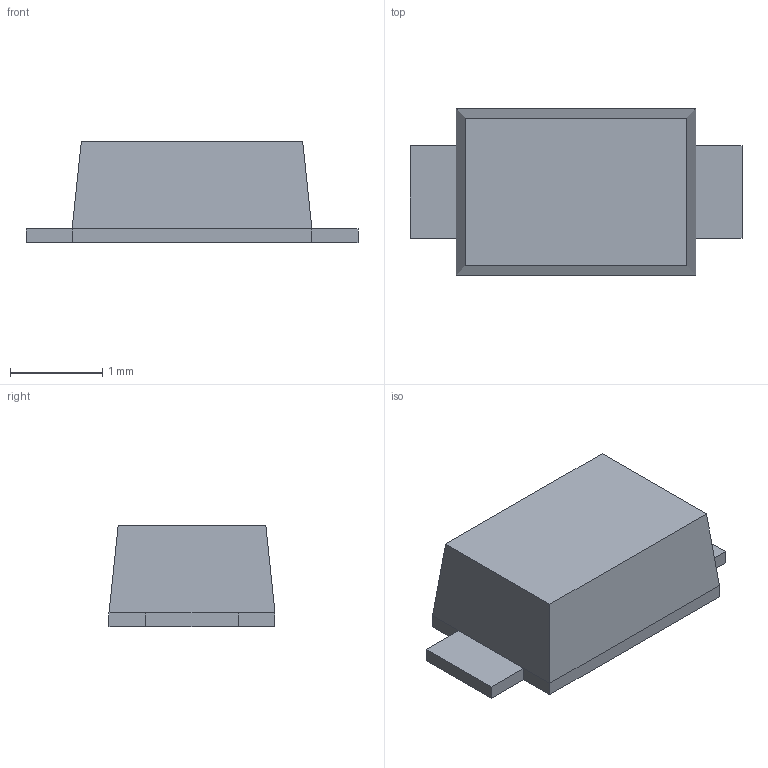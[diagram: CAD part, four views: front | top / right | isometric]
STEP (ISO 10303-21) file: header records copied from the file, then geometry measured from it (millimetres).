
FILE_DESCRIPTION(('HOOPS Exchange Step'),'2;1');
FILE_NAME('temp_export','2024-05-09T12:27:04+02:00',('adriankiechl'),('Shapr3D Limited'),'HOOPS Exchange 2024.2','Shapr3D','Authorized');
FILE_SCHEMA( ('AUTOMOTIVE_DESIGN { 1 0 10303 214 1 1 1 1 }') );
Length unit declared in the file: millimetre
Products named in the file (2): root; 1N4007FLTR.STEP
Assembly tree (1 placements, depth 2):
  root
    1N4007FLTR.STEP
Bounding box: 3.6 x 1.8 x 1.1 mm (x, y, z)
Volume: 4.9 mm3; surface area: 22.1 mm2
Topology: 3 solids, 3 shells, 32 faces, 70 edges, 44 vertices
Faces by surface type: plane 32
Entity records: 578 total; most frequent: ORIENTED_EDGE 128, LINE 64, EDGE_CURVE 64, CARTESIAN_POINT 46, VERTEX_POINT 36, EDGE_LOOP 32, FACE_BOUND 32, ADVANCED_FACE 32
